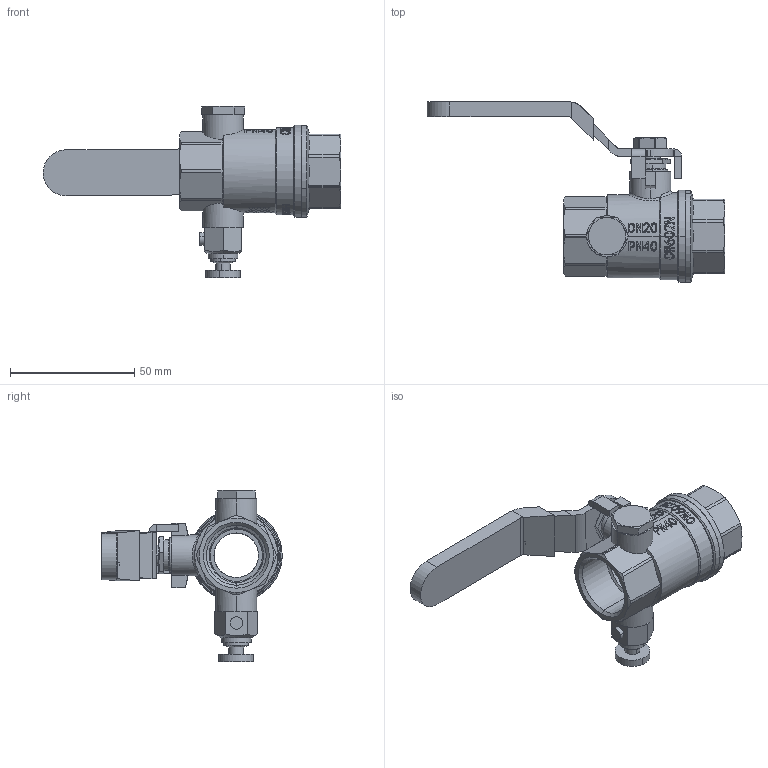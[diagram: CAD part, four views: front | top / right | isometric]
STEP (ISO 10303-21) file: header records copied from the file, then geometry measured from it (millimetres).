
FILE_DESCRIPTION (( 'STEP AP214' ), '1' );
FILE_NAME ('带排水球阀0.75.STEP', '2023-03-07T01:52:14', ( '' ), ( '' ), 'SwSTEP 2.0', 'SolidWorks 2016', '' );
FILE_SCHEMA (( 'AUTOMOTIVE_DESIGN' ));
Length unit declared in the file: millimetre
Products named in the file (17): 带排水球阀0.75; 齬ァ郲掛极; ѹñ3060203100001; 拸羞俋蹟恇概裝3031203100001; 沺す啣忒梟; 沓蹋3040420001208; 齬ァ种赽; 鞠褒蹟譫3080105540007; 幗豪佪裝; 概釱_25x18x3.6; 黑簽; 垫片3090205540005; O遠14x1.5; O遠8x1.9; 3010401640025平底球28x18x4; ñ; 极
Assembly tree (18 placements, depth 2):
  带排水球阀0.75
    极
    ñ
    3010401640025平底球28x18x4
    O遠8x1.9
    O遠14x1.5  x2
    垫片3090205540005
    黑簽
    概釱_25x18x3.6  x2
    幗豪佪裝
    鞠褒蹟譫3080105540007
    齬ァ种赽
    沓蹋3040420001208
    沺す啣忒梟
    拸羞俋蹟恇概裝3031203100001
    ѹñ3060203100001
    齬ァ郲掛极
Bounding box: 120.01 x 72.71 x 69.19 mm (x, y, z)
Volume: 47165.7 mm3; surface area: 40562.9 mm2
Topology: 21 solids, 21 shells, 1269 faces, 3238 edges, 2095 vertices
Faces by surface type: plane 579, bspline 316, cylinder 220, cone 124, torus 28, sphere 2
Entity records: 60621 total; most frequent: CARTESIAN_POINT 31238, ORIENTED_EDGE 6392, DIRECTION 4685, EDGE_CURVE 3196, VERTEX_POINT 2071, AXIS2_PLACEMENT_3D 1621, VECTOR 1443, LINE 1443
